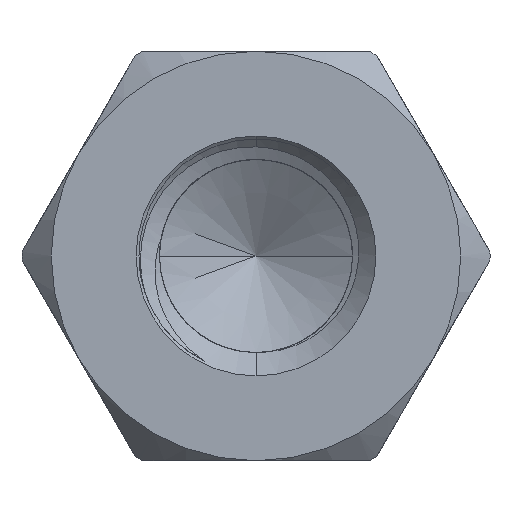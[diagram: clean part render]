
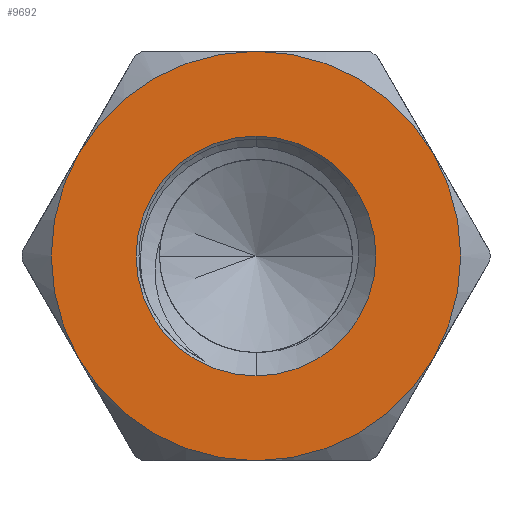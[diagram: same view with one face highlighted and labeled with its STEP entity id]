
A CAD part, front view. The second image highlights one B-rep face of the part: STEP entity #9692.
In plain terms, the highlighted planar face has unit normal (0, -1, 0).
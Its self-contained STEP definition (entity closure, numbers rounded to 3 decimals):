
#175 = DIRECTION ( 'NONE',  ( 0., -1., 0. ) ) ;
#186 = CARTESIAN_POINT ( 'NONE',  ( 0., 0., 0. ) ) ;
#281 = EDGE_LOOP ( 'NONE', ( #5081, #2996, #8881, #4507, #8559, #9892 ) ) ;
#294 = PLANE ( 'NONE',  #6454 ) ;
#337 = CIRCLE ( 'NONE', #6057, 2.05 ) ;
#374 = EDGE_CURVE ( 'NONE', #1664, #2800, #337, .T. ) ;
#413 = ORIENTED_EDGE ( 'NONE', *, *, #1287, .F. ) ;
#688 = DIRECTION ( 'NONE',  ( 0., -1., 0. ) ) ;
#714 = CIRCLE ( 'NONE', #9900, 3.5 ) ;
#975 = VERTEX_POINT ( 'NONE', #2246 ) ;
#1062 = DIRECTION ( 'NONE',  ( 0., -1., 0. ) ) ;
#1256 = DIRECTION ( 'NONE',  ( 0., -1., 0. ) ) ;
#1287 = EDGE_CURVE ( 'NONE', #2800, #1664, #7789, .T. ) ;
#1497 = EDGE_CURVE ( 'NONE', #975, #5976, #714, .T. ) ;
#1577 = DIRECTION ( 'NONE',  ( 0., -1., 0. ) ) ;
#1578 = AXIS2_PLACEMENT_3D ( 'NONE', #7298, #1577, #5696 ) ;
#1664 = VERTEX_POINT ( 'NONE', #4054 ) ;
#1705 = DIRECTION ( 'NONE',  ( 0., 0., 1. ) ) ;
#1818 = EDGE_CURVE ( 'NONE', #5976, #10261, #4241, .T. ) ;
#1921 = DIRECTION ( 'NONE',  ( 0., 0., -1. ) ) ;
#2246 = CARTESIAN_POINT ( 'NONE',  ( 3.031, 0., -1.75 ) ) ;
#2361 = DIRECTION ( 'NONE',  ( 0., 0., -1. ) ) ;
#2466 = CARTESIAN_POINT ( 'NONE',  ( 0., 0., -3.5 ) ) ;
#2800 = VERTEX_POINT ( 'NONE', #7338 ) ;
#2817 = VERTEX_POINT ( 'NONE', #4125 ) ;
#2906 = EDGE_CURVE ( 'NONE', #10261, #2817, #10456, .T. ) ;
#2996 = ORIENTED_EDGE ( 'NONE', *, *, #2906, .T. ) ;
#3232 = AXIS2_PLACEMENT_3D ( 'NONE', #186, #9977, #1921 ) ;
#3457 = DIRECTION ( 'NONE',  ( 0., 1., 0. ) ) ;
#3878 = AXIS2_PLACEMENT_3D ( 'NONE', #4234, #1062, #1705 ) ;
#3888 = DIRECTION ( 'NONE',  ( 0., 0., 1. ) ) ;
#4054 = CARTESIAN_POINT ( 'NONE',  ( 0., 0., -2.05 ) ) ;
#4067 = ORIENTED_EDGE ( 'NONE', *, *, #374, .F. ) ;
#4125 = CARTESIAN_POINT ( 'NONE',  ( -3.031, 0., 1.75 ) ) ;
#4178 = VERTEX_POINT ( 'NONE', #5188 ) ;
#4234 = CARTESIAN_POINT ( 'NONE',  ( 0., 0., 0. ) ) ;
#4241 = CIRCLE ( 'NONE', #6160, 3.5 ) ;
#4301 = DIRECTION ( 'NONE',  ( 0., 0., 1. ) ) ;
#4317 = DIRECTION ( 'NONE',  ( 0., 0., 1. ) ) ;
#4507 = ORIENTED_EDGE ( 'NONE', *, *, #7174, .T. ) ;
#4945 = DIRECTION ( 'NONE',  ( 0., -1., 0. ) ) ;
#5081 = ORIENTED_EDGE ( 'NONE', *, *, #1818, .T. ) ;
#5188 = CARTESIAN_POINT ( 'NONE',  ( -3.031, 0., -1.75 ) ) ;
#5670 = CIRCLE ( 'NONE', #3878, 3.5 ) ;
#5696 = DIRECTION ( 'NONE',  ( 0., 0., -1. ) ) ;
#5970 = CARTESIAN_POINT ( 'NONE',  ( 0., 0., 0. ) ) ;
#5976 = VERTEX_POINT ( 'NONE', #10412 ) ;
#6057 = AXIS2_PLACEMENT_3D ( 'NONE', #9821, #4945, #2361 ) ;
#6160 = AXIS2_PLACEMENT_3D ( 'NONE', #7829, #688, #7086 ) ;
#6454 = AXIS2_PLACEMENT_3D ( 'NONE', #8309, #3457, #4317 ) ;
#6724 = EDGE_CURVE ( 'NONE', #2817, #4178, #5670, .T. ) ;
#6868 = FACE_BOUND ( 'NONE', #9890, .T. ) ;
#6906 = VERTEX_POINT ( 'NONE', #2466 ) ;
#6960 = CARTESIAN_POINT ( 'NONE',  ( 0., 0., 0. ) ) ;
#7086 = DIRECTION ( 'NONE',  ( 0., 0., 1. ) ) ;
#7174 = EDGE_CURVE ( 'NONE', #4178, #6906, #8473, .T. ) ;
#7298 = CARTESIAN_POINT ( 'NONE',  ( 0., 0., 0. ) ) ;
#7338 = CARTESIAN_POINT ( 'NONE',  ( 0., 0., 2.05 ) ) ;
#7344 = CIRCLE ( 'NONE', #1578, 3.5 ) ;
#7484 = AXIS2_PLACEMENT_3D ( 'NONE', #9165, #175, #4301 ) ;
#7724 = AXIS2_PLACEMENT_3D ( 'NONE', #5970, #1256, #10070 ) ;
#7789 = CIRCLE ( 'NONE', #3232, 2.05 ) ;
#7829 = CARTESIAN_POINT ( 'NONE',  ( 0., 0., 0. ) ) ;
#7919 = DIRECTION ( 'NONE',  ( 0., -1., 0. ) ) ;
#8030 = CARTESIAN_POINT ( 'NONE',  ( 0., 0., 3.5 ) ) ;
#8309 = CARTESIAN_POINT ( 'NONE',  ( 0., 0., 0. ) ) ;
#8450 = EDGE_CURVE ( 'NONE', #6906, #975, #7344, .T. ) ;
#8473 = CIRCLE ( 'NONE', #7724, 3.5 ) ;
#8559 = ORIENTED_EDGE ( 'NONE', *, *, #8450, .T. ) ;
#8881 = ORIENTED_EDGE ( 'NONE', *, *, #6724, .T. ) ;
#9165 = CARTESIAN_POINT ( 'NONE',  ( 0., 0., 0. ) ) ;
#9692 = ADVANCED_FACE ( 'NONE', ( #6868, #9933 ), #294, .F. ) ;
#9821 = CARTESIAN_POINT ( 'NONE',  ( 0., 0., 0. ) ) ;
#9890 = EDGE_LOOP ( 'NONE', ( #4067, #413 ) ) ;
#9892 = ORIENTED_EDGE ( 'NONE', *, *, #1497, .T. ) ;
#9900 = AXIS2_PLACEMENT_3D ( 'NONE', #6960, #7919, #3888 ) ;
#9933 = FACE_OUTER_BOUND ( 'NONE', #281, .T. ) ;
#9977 = DIRECTION ( 'NONE',  ( 0., -1., 0. ) ) ;
#10070 = DIRECTION ( 'NONE',  ( 0., 0., 1. ) ) ;
#10261 = VERTEX_POINT ( 'NONE', #8030 ) ;
#10412 = CARTESIAN_POINT ( 'NONE',  ( 3.031, 0., 1.75 ) ) ;
#10456 = CIRCLE ( 'NONE', #7484, 3.5 ) ;
